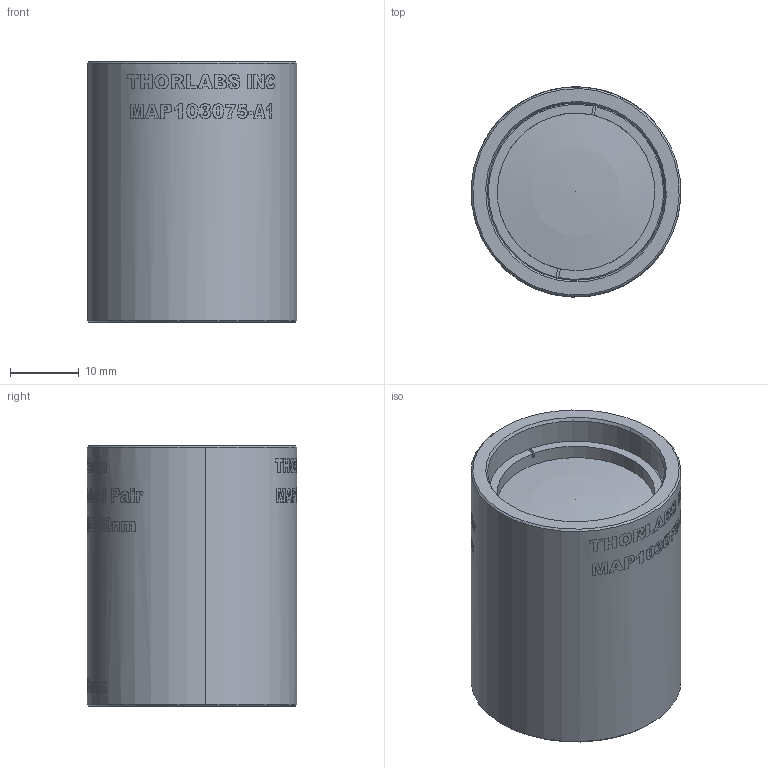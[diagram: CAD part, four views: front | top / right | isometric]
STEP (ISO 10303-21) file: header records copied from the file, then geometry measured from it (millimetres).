
FILE_DESCRIPTION (( 'STEP AP214' ), '1' );
FILE_NAME ('13320-E0W.STEP', '2008-06-17T19:28:36', ( 'Admin' ), ( 'Thorlabs, Inc.' ), 'SwSTEP 2.0', 'SolidWorks 2007', '' );
FILE_SCHEMA (( 'AUTOMOTIVE_DESIGN' ));
Length unit declared in the file: inch
Products named in the file (1): 13320-E0W
Bounding box: 30.45 x 30.48 x 37.85 mm (x, y, z)
Surface area: 6812.5 mm2 (no closed solid volume)
Topology: 0 solids, 5 shells, 141 faces, 953 edges, 911 vertices
Faces by surface type: cylinder 107, plane 18, cone 14, sphere 2
Entity records: 19511 total; most frequent: CARTESIAN_POINT 10613, ORIENTED_EDGE 1864, DIRECTION 1003, EDGE_CURVE 947, VERTEX_POINT 907, B_SPLINE_CURVE_WITH_KNOTS 476, AXIS2_PLACEMENT_3D 390, CIRCLE 248
